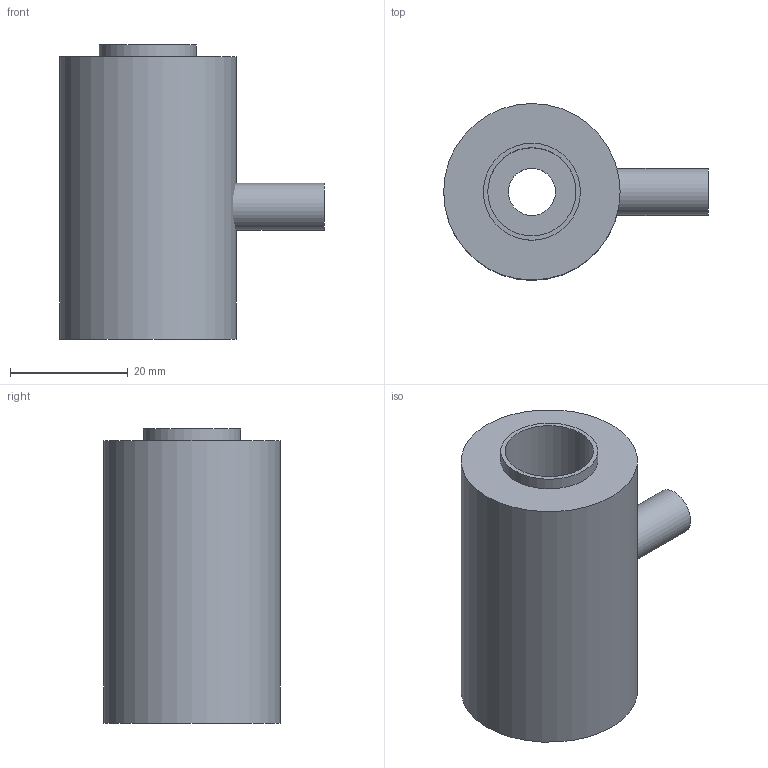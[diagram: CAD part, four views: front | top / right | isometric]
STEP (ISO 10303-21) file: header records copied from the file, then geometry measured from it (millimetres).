
FILE_DESCRIPTION(('FreeCAD Model'),'2;1');
FILE_NAME('Open CASCADE Shape Model','2022-10-25T19:21:30',(''),(''), 'Open CASCADE STEP processor 7.6','FreeCAD','Unknown');
FILE_SCHEMA(('AUTOMOTIVE_DESIGN { 1 0 10303 214 1 1 1 1 }'));
Length unit declared in the file: millimetre
Products named in the file (4): Venturi_Separat; Ringdüse; Außenrohr; Seitenrohr
Assembly tree (3 placements, depth 2):
  Venturi_Separat
    Ringdüse
    Außenrohr
    Seitenrohr
Bounding box: 45 x 30 x 50 mm (x, y, z)
Volume: 26516.7 mm3; surface area: 13012.8 mm2
Topology: 3 solids, 3 shells, 33 faces, 72 edges, 43 vertices
Faces by surface type: cylinder 16, plane 16, cone 1
Full cylindrical faces by diameter (mm): 4 x3, 5 x1, 8 x2, 15 x1, 16 x1, 16.5 x1, 20 x3, 30 x1
Entity records: 2087 total; most frequent: CARTESIAN_POINT 476, DIRECTION 311, ORIENTED_EDGE 144, PCURVE 144, DEFINITIONAL_REPRESENTATION 144, LINE 96, VECTOR 96, CIRCLE 90
